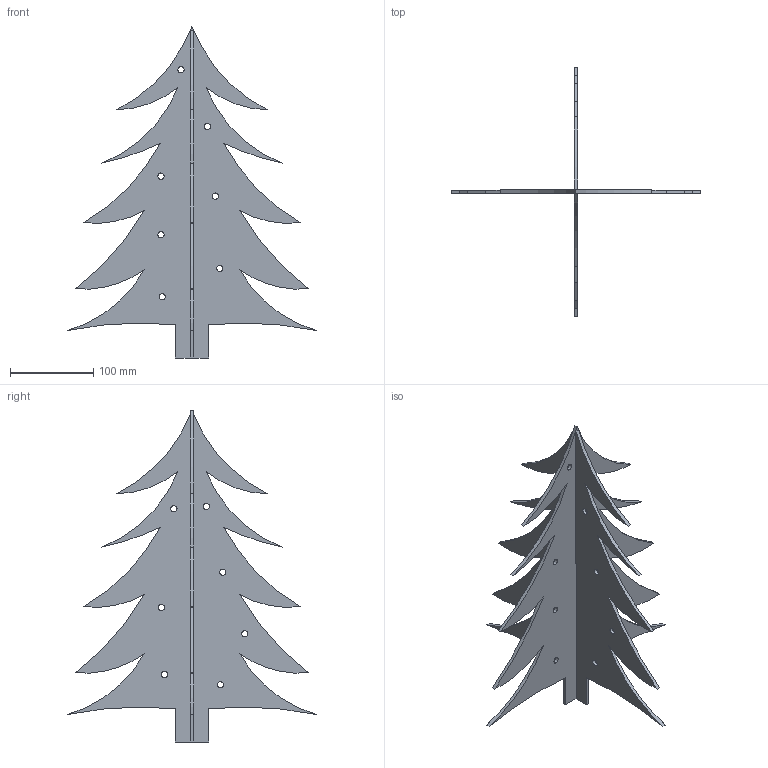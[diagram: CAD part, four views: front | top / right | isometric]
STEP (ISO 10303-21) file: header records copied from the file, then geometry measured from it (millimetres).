
FILE_DESCRIPTION(/* description */ (''),/* implementation_level */ '2;1');
FILE_NAME(/* name */ 'Christmas Tree.step',/* time_stamp */ '2018-12-08T15:28:38+01:00',/* author */ (''),/* organization */ (''),/* preprocessor_version */ 'ST-DEVELOPER v17.2',/* originating_system */ 'Autodesk Translation Framework v7.6.0.251',/* authorisation */ '');
FILE_SCHEMA (('AUTOMOTIVE_DESIGN { 1 0 10303 214 3 1 1 }'));
Length unit declared in the file: millimetre
Products named in the file (1): Christmas Tree
Bounding box: 300 x 300 x 400 mm (x, y, z)
Volume: 388541.4 mm3; surface area: 217338.6 mm2
Topology: 2 solids, 2 shells, 71 faces, 201 edges, 134 vertices
Faces by surface type: cylinder 54, plane 17
Full cylindrical faces by diameter (mm): 7.5 x14
Entity records: 2458 total; most frequent: DIRECTION 453, CARTESIAN_POINT 407, ORIENTED_EDGE 402, EDGE_CURVE 201, AXIS2_PLACEMENT_3D 180, VERTEX_POINT 134, CIRCLE 108, EDGE_LOOP 99
